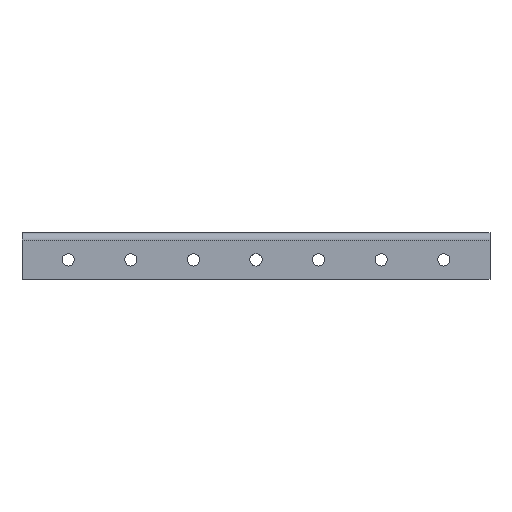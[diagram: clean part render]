
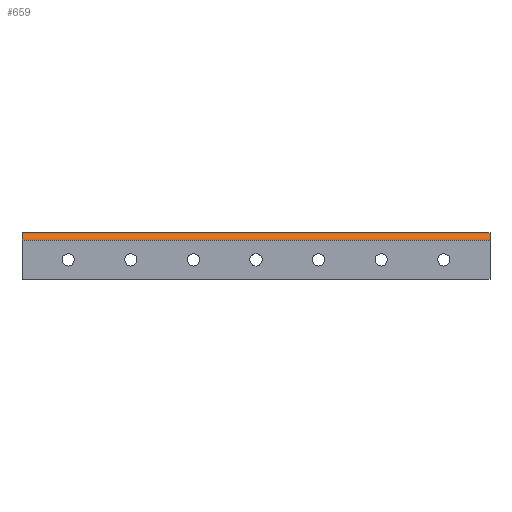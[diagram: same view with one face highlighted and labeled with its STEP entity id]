
A CAD part, top view. The second image highlights one B-rep face of the part: STEP entity #659.
In plain terms, the highlighted cylindrical face has radius 3.175 mm (diameter 6.35 mm), a partial arc.
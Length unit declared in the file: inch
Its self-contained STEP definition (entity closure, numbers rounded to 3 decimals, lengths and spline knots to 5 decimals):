
#15 = DIRECTION ( 'NONE',  ( 1., 0., 0. ) ) ;
#79 = VECTOR ( 'NONE', #1099, 39.37008 ) ;
#122 = EDGE_CURVE ( 'NONE', #527, #857, #736, .T. ) ;
#213 = LINE ( 'NONE', #652, #79 ) ;
#254 = DIRECTION ( 'NONE',  ( 0., 0., 1. ) ) ;
#256 = EDGE_CURVE ( 'NONE', #527, #915, #213, .T. ) ;
#262 = ORIENTED_EDGE ( 'NONE', *, *, #122, .F. ) ;
#343 = CARTESIAN_POINT ( 'NONE',  ( 4.23391, 0., 3.14426 ) ) ;
#410 = VECTOR ( 'NONE', #1181, 39.37008 ) ;
#417 = AXIS2_PLACEMENT_3D ( 'NONE', #768, #796, #254 ) ;
#437 = CARTESIAN_POINT ( 'NONE',  ( 4.23391, -0.125, 3.26926 ) ) ;
#494 = EDGE_CURVE ( 'NONE', #857, #1178, #1075, .T. ) ;
#527 = VERTEX_POINT ( 'NONE', #1409 ) ;
#547 = FACE_OUTER_BOUND ( 'NONE', #814, .T. ) ;
#622 = CARTESIAN_POINT ( 'NONE',  ( -3.24078, 0., 3.14426 ) ) ;
#652 = CARTESIAN_POINT ( 'NONE',  ( 0., -0.125, 3.26926 ) ) ;
#659 = ADVANCED_FACE ( 'NONE', ( #547 ), #1320, .T. ) ;
#701 = ORIENTED_EDGE ( 'NONE', *, *, #494, .F. ) ;
#736 = CIRCLE ( 'NONE', #827, 0.125 ) ;
#745 = CIRCLE ( 'NONE', #932, 0.125 ) ;
#768 = CARTESIAN_POINT ( 'NONE',  ( -3.24078, -0.125, 3.14426 ) ) ;
#780 = ORIENTED_EDGE ( 'NONE', *, *, #256, .T. ) ;
#796 = DIRECTION ( 'NONE',  ( -1., 0., 0. ) ) ;
#814 = EDGE_LOOP ( 'NONE', ( #701, #262, #780, #1125 ) ) ;
#826 = DIRECTION ( 'NONE',  ( -1., 0., 0. ) ) ;
#827 = AXIS2_PLACEMENT_3D ( 'NONE', #1376, #826, #1275 ) ;
#857 = VERTEX_POINT ( 'NONE', #1115 ) ;
#915 = VERTEX_POINT ( 'NONE', #437 ) ;
#932 = AXIS2_PLACEMENT_3D ( 'NONE', #1270, #15, #1025 ) ;
#1025 = DIRECTION ( 'NONE',  ( 0., 0., 1. ) ) ;
#1075 = LINE ( 'NONE', #622, #410 ) ;
#1099 = DIRECTION ( 'NONE',  ( 1., 0., 0. ) ) ;
#1115 = CARTESIAN_POINT ( 'NONE',  ( -3.24078, 0., 3.14426 ) ) ;
#1125 = ORIENTED_EDGE ( 'NONE', *, *, #1315, .F. ) ;
#1178 = VERTEX_POINT ( 'NONE', #343 ) ;
#1181 = DIRECTION ( 'NONE',  ( 1., 0., 0. ) ) ;
#1270 = CARTESIAN_POINT ( 'NONE',  ( 4.23391, -0.125, 3.14426 ) ) ;
#1275 = DIRECTION ( 'NONE',  ( 0., 0., 1. ) ) ;
#1315 = EDGE_CURVE ( 'NONE', #1178, #915, #745, .T. ) ;
#1320 = CYLINDRICAL_SURFACE ( 'NONE', #417, 0.125 ) ;
#1376 = CARTESIAN_POINT ( 'NONE',  ( -3.24078, -0.125, 3.14426 ) ) ;
#1409 = CARTESIAN_POINT ( 'NONE',  ( -3.24078, -0.125, 3.26926 ) ) ;
